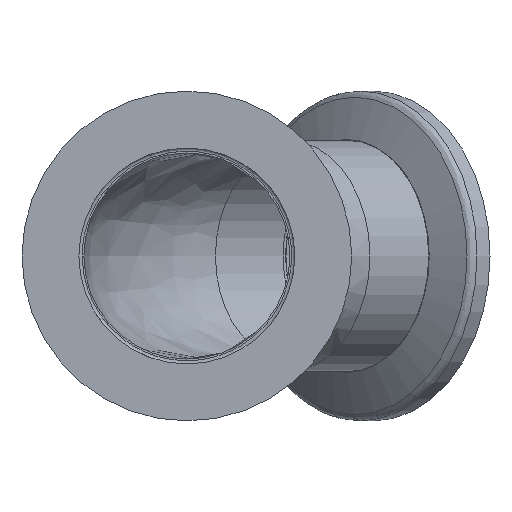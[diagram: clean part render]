
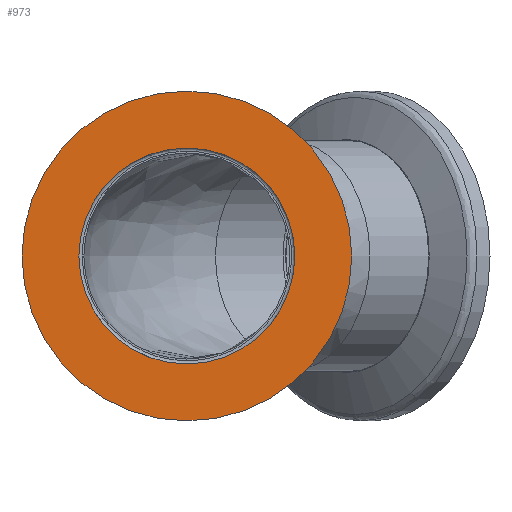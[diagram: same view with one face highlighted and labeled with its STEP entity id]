
A CAD part, front view. The second image highlights one B-rep face of the part: STEP entity #973.
In plain terms, the highlighted face is planar.
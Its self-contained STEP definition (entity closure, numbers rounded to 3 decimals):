
#16 = FACE_OUTER_BOUND ( 'NONE', #484, .T. ) ;
#39 = AXIS2_PLACEMENT_3D ( 'NONE', #1046, #440, #547 ) ;
#49 = CARTESIAN_POINT ( 'NONE',  ( 0., 20., 0. ) ) ;
#210 = EDGE_LOOP ( 'NONE', ( #854 ) ) ;
#236 = DIRECTION ( 'NONE',  ( 0., 1., 0. ) ) ;
#249 = DIRECTION ( 'NONE',  ( 1., 0., 0. ) ) ;
#250 = DIRECTION ( 'NONE',  ( 0., -1., 0. ) ) ;
#287 = CIRCLE ( 'NONE', #546, 13.1 ) ;
#290 = CIRCLE ( 'NONE', #39, 20. ) ;
#414 = AXIS2_PLACEMENT_3D ( 'NONE', #49, #758, #250 ) ;
#431 = ORIENTED_EDGE ( 'NONE', *, *, #907, .T. ) ;
#440 = DIRECTION ( 'NONE',  ( -1., 0., 0. ) ) ;
#484 = EDGE_LOOP ( 'NONE', ( #431 ) ) ;
#514 = EDGE_CURVE ( 'NONE', #1036, #1036, #287, .T. ) ;
#542 = VERTEX_POINT ( 'NONE', #900 ) ;
#543 = PLANE ( 'NONE',  #414 ) ;
#546 = AXIS2_PLACEMENT_3D ( 'NONE', #863, #249, #236 ) ;
#547 = DIRECTION ( 'NONE',  ( 0., 1., 0. ) ) ;
#569 = FACE_BOUND ( 'NONE', #210, .T. ) ;
#758 = DIRECTION ( 'NONE',  ( -1., 0., 0. ) ) ;
#780 = CARTESIAN_POINT ( 'NONE',  ( 0., 13.1, 0. ) ) ;
#854 = ORIENTED_EDGE ( 'NONE', *, *, #514, .T. ) ;
#863 = CARTESIAN_POINT ( 'NONE',  ( 0., 0., 0. ) ) ;
#900 = CARTESIAN_POINT ( 'NONE',  ( 0., 20., 0. ) ) ;
#907 = EDGE_CURVE ( 'NONE', #542, #542, #290, .T. ) ;
#973 = ADVANCED_FACE ( 'NONE', ( #569, #16 ), #543, .T. ) ;
#1036 = VERTEX_POINT ( 'NONE', #780 ) ;
#1046 = CARTESIAN_POINT ( 'NONE',  ( 0., 0., 0. ) ) ;
